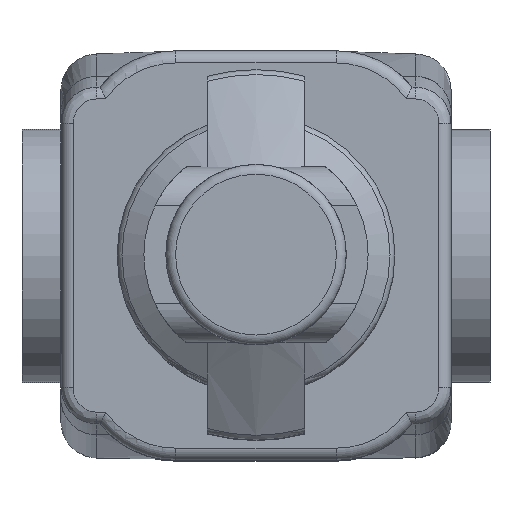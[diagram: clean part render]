
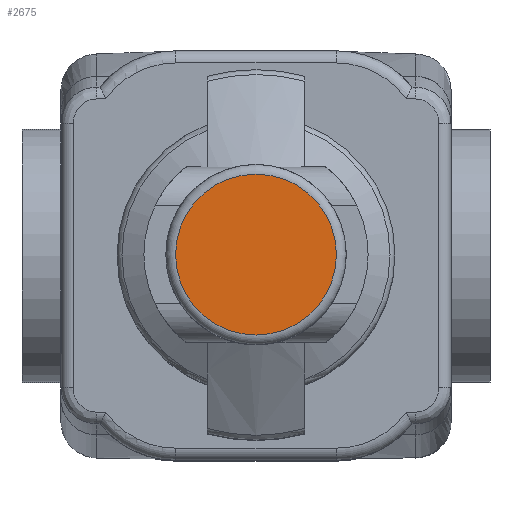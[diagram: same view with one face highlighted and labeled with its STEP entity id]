
A CAD part, top view. The second image highlights one B-rep face of the part: STEP entity #2675.
In plain terms, the highlighted planar face has unit normal (0, 0, 1).
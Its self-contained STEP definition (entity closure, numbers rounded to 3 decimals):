
#2659=CARTESIAN_POINT('',(-4.125,0.0,82.5));
#2660=DIRECTION('',(0.0,0.0,1.0));
#2661=DIRECTION('',(1.0,0.0,0.0));
#2662=AXIS2_PLACEMENT_3D('',#2659,#2660,#2661);
#2663=PLANE('',#2662);
#2664=CARTESIAN_POINT('',(-8.25,0.0,82.5));
#2665=VERTEX_POINT('',#2664);
#2666=CARTESIAN_POINT('',(0.0,0.0,82.5));
#2667=DIRECTION('',(0.0,0.0,-1.0));
#2668=DIRECTION('',(-1.0,0.0,0.0));
#2669=AXIS2_PLACEMENT_3D('',#2666,#2667,#2668);
#2670=CIRCLE('',#2669,8.25);
#2671=EDGE_CURVE('',#2665,#2665,#2670,.T.);
#2672=ORIENTED_EDGE('',*,*,#2671,.F.);
#2673=EDGE_LOOP('',(#2672));
#2674=FACE_OUTER_BOUND('',#2673,.T.);
#2675=ADVANCED_FACE('',(#2674),#2663,.T.);
